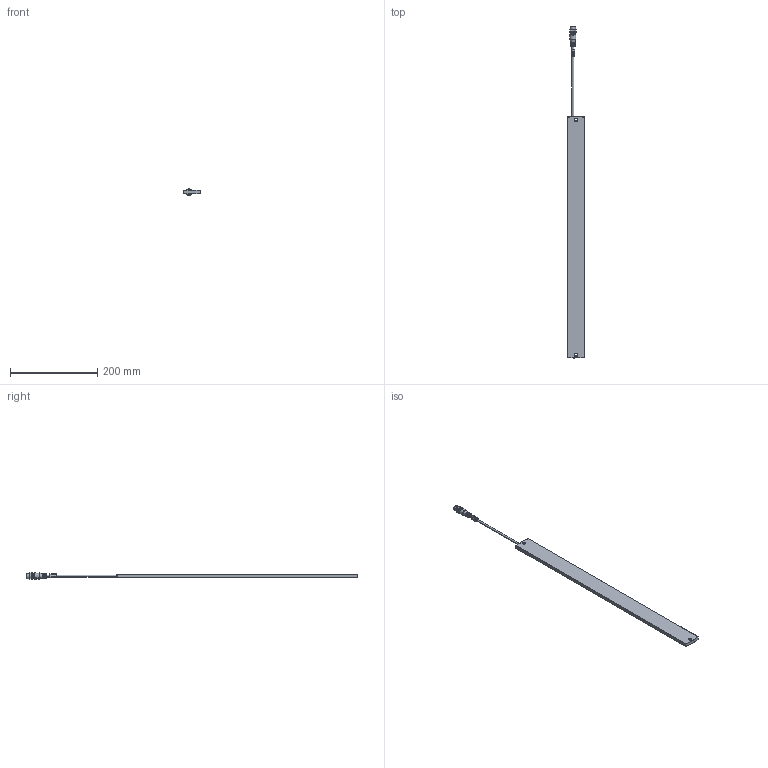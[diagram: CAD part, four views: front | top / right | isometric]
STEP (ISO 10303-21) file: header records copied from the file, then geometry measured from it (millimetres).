
FILE_DESCRIPTION(('CATIA V5 STEP Exchange','CAx-IF Rec.Pracs.--- Model Styling and Organization---1.5--- 2016-08-15','CAx-IF Rec.Pracs.---Supplemental Geometry---1.0---2011-11-01','CAx-IF Rec.Pracs.--- Composite Materials ---1.1---2010-07-15'),'2;1');
FILE_NAME ('D1688903_0', '2026-01-05T05:59:17+00:00', ('none'), ('Weidmueller'), 'CATIA Version 5-6 Release 2024 SP4', 'CATIA V5 STEP AP214 v3', 'none');
FILE_SCHEMA(('AUTOMOTIVE_DESIGN { 1 0 10303 214 1 1 1 1 }'));
Length unit declared in the file: millimetre
Products named in the file (1): WIL-XXXX 555-M12-0.3M
Bounding box: 40 x 762.89 x 14.8 mm (x, y, z)
Volume: 184524.2 mm3; surface area: 60262.6 mm2
Topology: 1 solids, 2 shells, 526 faces, 1432 edges, 911 vertices
Faces by surface type: plane 176, cylinder 161, cone 118, torus 57, sphere 14
Entity records: 15965 total; most frequent: CARTESIAN_POINT 3689, ORIENTED_EDGE 2836, DIRECTION 1785, EDGE_CURVE 1418, VERTEX_POINT 911, AXIS2_PLACEMENT_3D 846, VECTOR 639, LINE 639
